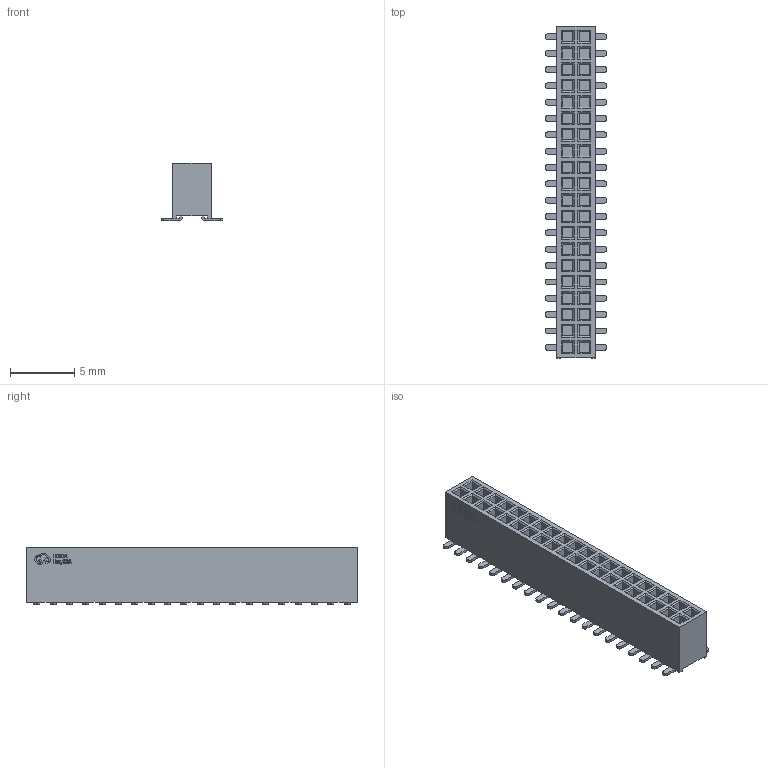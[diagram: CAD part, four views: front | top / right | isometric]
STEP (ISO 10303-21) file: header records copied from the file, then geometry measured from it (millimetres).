
FILE_DESCRIPTION (( 'STEP AP214' ), '1' );
FILE_NAME ('pin-header-female-1-27mm-2x20-smd.STEP', '2024-05-22T18:13:27', ( '' ), ( '' ), 'SwSTEP 2.0', 'SolidWorks 2022', '' );
FILE_SCHEMA (( 'AUTOMOTIVE_DESIGN' ));
Length unit declared in the file: millimetre
Products named in the file (1): pin-header-female-1-27mm-2x20-smd
Bounding box: 4.8 x 25.8 x 4.5 mm (x, y, z)
Volume: 249.2 mm3; surface area: 867.4 mm2
Topology: 1 solids, 1 shells, 1114 faces, 2959 edges, 1866 vertices
Faces by surface type: plane 856, cylinder 160, bspline 98
Entity records: 46783 total; most frequent: CARTESIAN_POINT 7246, ORIENTED_EDGE 5918, DIRECTION 5113, EDGE_CURVE 2959, LINE 2439, VECTOR 2439, VERTEX_POINT 1866, AXIS2_PLACEMENT_3D 1337
